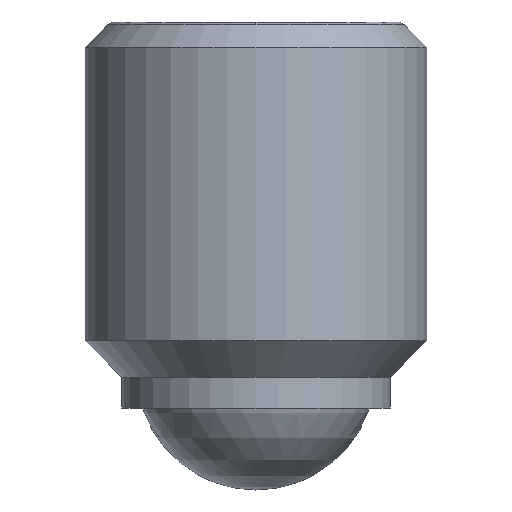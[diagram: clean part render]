
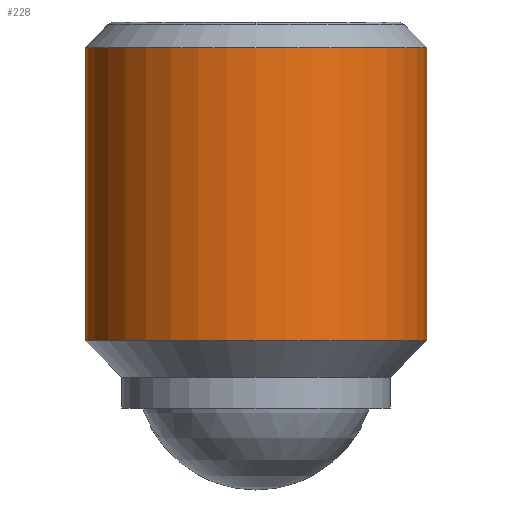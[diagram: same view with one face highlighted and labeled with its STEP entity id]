
A CAD part, front view. The second image highlights one B-rep face of the part: STEP entity #228.
In plain terms, the highlighted cylindrical face has radius 5 mm (diameter 10 mm), a partial arc.
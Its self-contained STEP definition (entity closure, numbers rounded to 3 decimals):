
#144=EDGE_CURVE('',#212,#272,#364,.T.);
#176=VERTEX_POINT('',#400);
#212=VERTEX_POINT('',#440);
#228=ADVANCED_FACE('',(#457),#458,.T.);
#256=EDGE_CURVE('',#294,#176,#492,.T.);
#272=VERTEX_POINT('',#509);
#288=EDGE_CURVE('',#272,#294,#527,.T.);
#294=VERTEX_POINT('',#533);
#296=EDGE_CURVE('',#212,#176,#535,.T.);
#364=LINE('',#598,#599);
#400=CARTESIAN_POINT('',(5.,0.,-9.325));
#440=CARTESIAN_POINT('',(-5.,0.,-9.325));
#457=FACE_OUTER_BOUND('',#752,.T.);
#458=CYLINDRICAL_SURFACE('',#753,5.0);
#492=LINE('',#800,#801);
#509=CARTESIAN_POINT('',(-5.,0.,-0.75));
#527=CIRCLE('',#855,5.0);
#533=CARTESIAN_POINT('',(5.,0.,-0.75));
#535=CIRCLE('',#864,5.0);
#598=CARTESIAN_POINT('',(-5.,0.,-5.038));
#599=VECTOR('',#956,1.0);
#752=EDGE_LOOP('',(#1060,#1061,#1062,#1063));
#753=AXIS2_PLACEMENT_3D('',#1064,#1065,#1066);
#800=CARTESIAN_POINT('',(5.,0.,-5.038));
#801=VECTOR('',#1117,1.0);
#855=AXIS2_PLACEMENT_3D('',#1146,#1147,#1148);
#864=AXIS2_PLACEMENT_3D('',#1149,#1150,#1151);
#956=DIRECTION('',(0.0,0.0,1.0));
#1060=ORIENTED_EDGE('',*,*,#144,.F.);
#1061=ORIENTED_EDGE('',*,*,#296,.T.);
#1062=ORIENTED_EDGE('',*,*,#256,.F.);
#1063=ORIENTED_EDGE('',*,*,#288,.F.);
#1064=CARTESIAN_POINT('',(0.,0.,-5.038));
#1065=DIRECTION('',(-0.0,-0.0,-1.0));
#1066=DIRECTION('',(-1.0,0.,0.0));
#1117=DIRECTION('',(-0.0,-0.0,-1.0));
#1146=CARTESIAN_POINT('',(0.,0.,-0.75));
#1147=DIRECTION('',(0.0,0.0,1.0));
#1148=DIRECTION('',(-1.0,0.,0.0));
#1149=CARTESIAN_POINT('',(0.,0.,-9.325));
#1150=DIRECTION('',(0.0,0.0,1.0));
#1151=DIRECTION('',(-1.0,0.,0.0));
